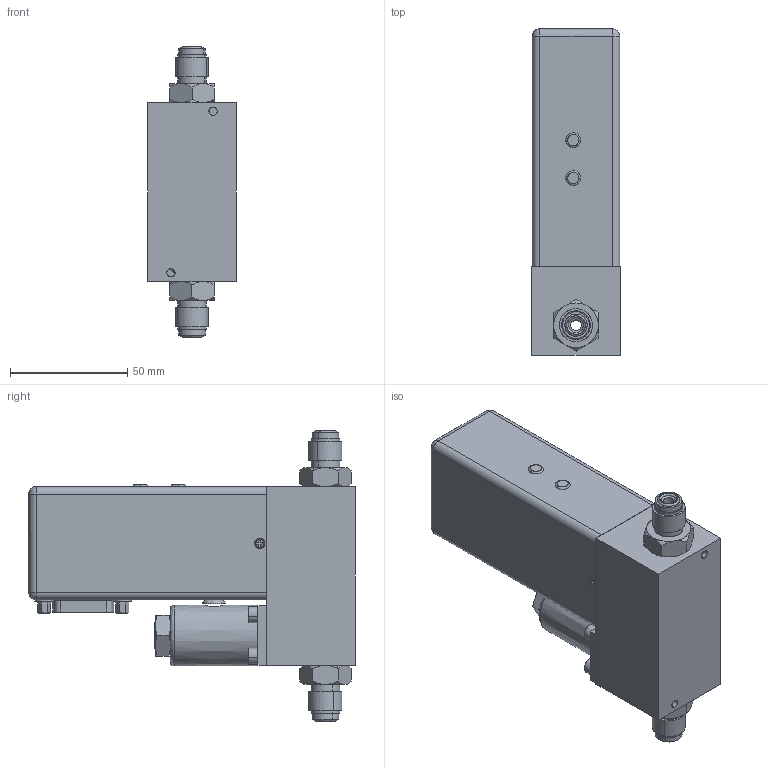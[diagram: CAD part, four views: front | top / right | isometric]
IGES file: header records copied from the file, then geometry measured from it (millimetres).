
Start section: SolidWorks IGES file using analytic representation for surfaces
Global section: file name: 5850EC-4-B-F.IGS; native system: SolidWorks 2017; preprocessor: SolidWorks 2017; author: JStauffer1; date: 180209.113323; units: inch
Bounding box: 37.72 x 139.32 x 124.1 mm (x, y, z)
Surface area: 53023.5 mm2 (no closed solid volume)
Topology: 0 solids, 0 shells, 348 faces, 4837 edges, 4833 vertices
Faces by surface type: bspline 193, revolution 155
